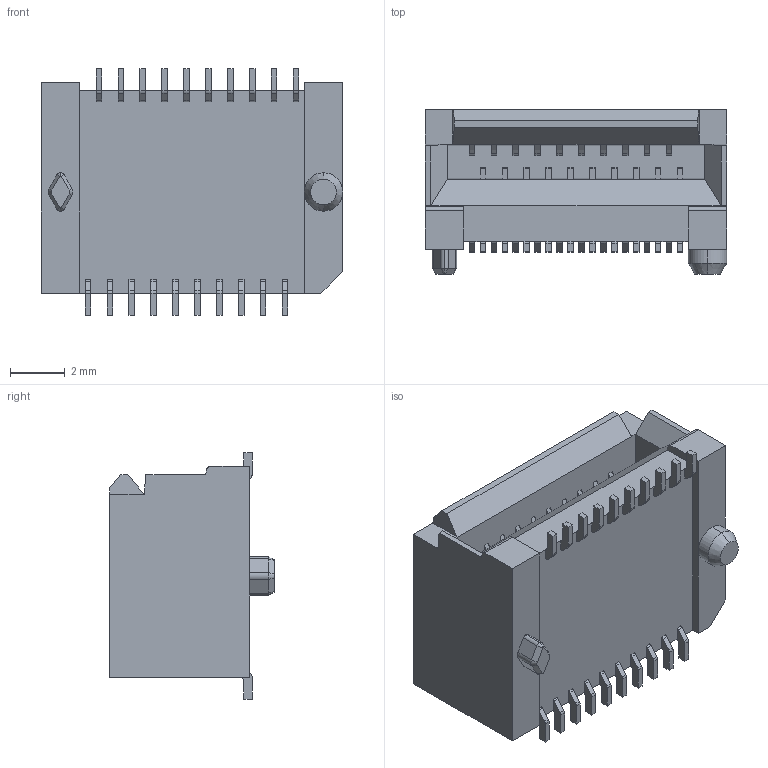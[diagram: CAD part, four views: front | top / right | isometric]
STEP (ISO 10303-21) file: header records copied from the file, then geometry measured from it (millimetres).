
FILE_DESCRIPTION (( 'STEP AP214' ), '1' );
FILE_NAME ('SFP_Connector.STEP', '2017-10-31T18:02:45', ( '' ), ( '' ), 'SwSTEP 2.0', 'SolidWorks 2017', '' );
FILE_SCHEMA (( 'AUTOMOTIVE_DESIGN' ));
Length unit declared in the file: millimetre
Products named in the file (1): SFP_Connector
Bounding box: 11 x 6 x 9 mm (x, y, z)
Volume: 320.3 mm3; surface area: 517.5 mm2
Topology: 1 solids, 1 shells, 379 faces, 1020 edges, 665 vertices
Faces by surface type: plane 263, cylinder 109, cone 7
Entity records: 15583 total; most frequent: CARTESIAN_POINT 2566, ORIENTED_EDGE 2040, DIRECTION 1709, EDGE_CURVE 1020, LINE 785, VECTOR 785, VERTEX_POINT 665, AXIS2_PLACEMENT_3D 462
